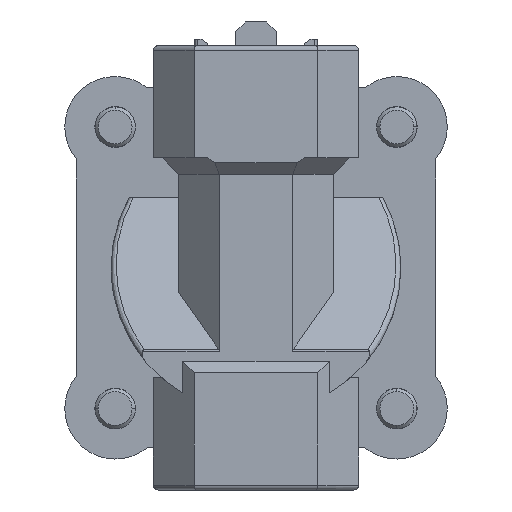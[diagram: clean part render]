
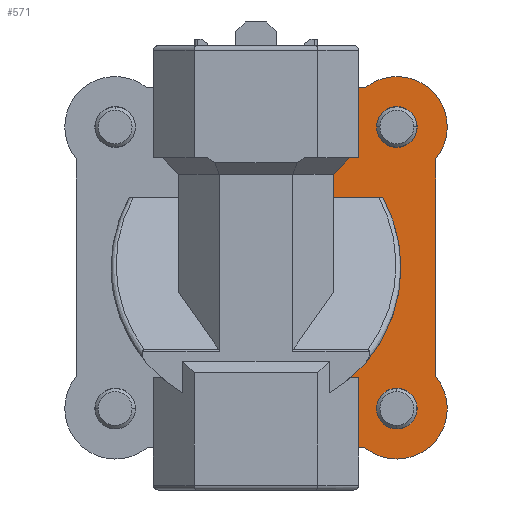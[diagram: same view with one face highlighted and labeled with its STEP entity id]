
A CAD part, front view. The second image highlights one B-rep face of the part: STEP entity #571.
In plain terms, the highlighted planar face has unit normal (0, -1, 0).
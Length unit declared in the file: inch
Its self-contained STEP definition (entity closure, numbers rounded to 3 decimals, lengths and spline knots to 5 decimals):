
#98 = CARTESIAN_POINT ( 'NONE',  ( 0.66879, 0.4975, 1.105 ) ) ;
#220 = LINE ( 'NONE', #4187, #7918 ) ;
#242 = VERTEX_POINT ( 'NONE', #5768 ) ;
#272 = ORIENTED_EDGE ( 'NONE', *, *, #9101, .T. ) ;
#407 = CARTESIAN_POINT ( 'NONE',  ( 0.865, 0.4975, -0.865 ) ) ;
#553 = EDGE_CURVE ( 'NONE', #10767, #6724, #1184, .T. ) ;
#571 = ADVANCED_FACE ( 'NONE', ( #2239, #12277, #6253 ), #10286, .F. ) ;
#684 = AXIS2_PLACEMENT_3D ( 'NONE', #9291, #1307, #5329 ) ;
#732 = ORIENTED_EDGE ( 'NONE', *, *, #8549, .T. ) ;
#761 = DIRECTION ( 'NONE',  ( 0., 0., 1. ) ) ;
#831 = DIRECTION ( 'NONE',  ( 1., 0., 0. ) ) ;
#986 = LINE ( 'NONE', #8977, #7482 ) ;
#1055 = DIRECTION ( 'NONE',  ( -1., 0., 0. ) ) ;
#1076 = EDGE_CURVE ( 'NONE', #1124, #3633, #10938, .T. ) ;
#1079 = CARTESIAN_POINT ( 'NONE',  ( 1.105, 0.4975, 0.66879 ) ) ;
#1112 = EDGE_CURVE ( 'NONE', #2207, #9123, #4798, .T. ) ;
#1117 = AXIS2_PLACEMENT_3D ( 'NONE', #5109, #1157, #4183 ) ;
#1124 = VERTEX_POINT ( 'NONE', #12931 ) ;
#1157 = DIRECTION ( 'NONE',  ( 0., -1., 0. ) ) ;
#1184 = LINE ( 'NONE', #5199, #9542 ) ;
#1301 = CARTESIAN_POINT ( 'NONE',  ( 0.63, 0.4975, 1.105 ) ) ;
#1307 = DIRECTION ( 'NONE',  ( 0., 1., 0. ) ) ;
#1323 = EDGE_CURVE ( 'NONE', #8156, #3633, #10077, .T. ) ;
#1442 = CARTESIAN_POINT ( 'NONE',  ( 0.74, 0.4975, -0.865 ) ) ;
#1578 = VERTEX_POINT ( 'NONE', #3344 ) ;
#1622 = ORIENTED_EDGE ( 'NONE', *, *, #5564, .T. ) ;
#1765 = VERTEX_POINT ( 'NONE', #1442 ) ;
#1801 = ORIENTED_EDGE ( 'NONE', *, *, #553, .F. ) ;
#1889 = CARTESIAN_POINT ( 'NONE',  ( 0.99, 0.4975, 0.865 ) ) ;
#1957 = DIRECTION ( 'NONE',  ( -1., 0., 0. ) ) ;
#1958 = CARTESIAN_POINT ( 'NONE',  ( 0.865, 0.4975, 0.865 ) ) ;
#2022 = EDGE_CURVE ( 'NONE', #9860, #8520, #11796, .T. ) ;
#2108 = DIRECTION ( 'NONE',  ( 0., -1., 0. ) ) ;
#2122 = VECTOR ( 'NONE', #5839, 39.37008 ) ;
#2132 = CARTESIAN_POINT ( 'NONE',  ( 0.66879, 0.4975, -1.105 ) ) ;
#2186 = VERTEX_POINT ( 'NONE', #12309 ) ;
#2207 = VERTEX_POINT ( 'NONE', #12430 ) ;
#2239 = FACE_BOUND ( 'NONE', #13044, .T. ) ;
#2460 = CARTESIAN_POINT ( 'NONE',  ( 0.865, 0.4975, -0.865 ) ) ;
#2737 = CARTESIAN_POINT ( 'NONE',  ( 0.475, 0.4975, 0.675 ) ) ;
#2804 = VECTOR ( 'NONE', #831, 39.37008 ) ;
#3240 = VERTEX_POINT ( 'NONE', #98 ) ;
#3344 = CARTESIAN_POINT ( 'NONE',  ( 0.77923, 0.4975, 0.43 ) ) ;
#3367 = DIRECTION ( 'NONE',  ( 0., 1., 0. ) ) ;
#3633 = VERTEX_POINT ( 'NONE', #6950 ) ;
#3793 = LINE ( 'NONE', #10874, #2122 ) ;
#3870 = DIRECTION ( 'NONE',  ( -1., 0., 0. ) ) ;
#3876 = ORIENTED_EDGE ( 'NONE', *, *, #2022, .F. ) ;
#4112 = AXIS2_PLACEMENT_3D ( 'NONE', #7429, #9551, #11465 ) ;
#4183 = DIRECTION ( 'NONE',  ( 1., 0., 0. ) ) ;
#4187 = CARTESIAN_POINT ( 'NONE',  ( 0., 0.4975, 0.43 ) ) ;
#4483 = EDGE_CURVE ( 'NONE', #9123, #1578, #11440, .T. ) ;
#4547 = ORIENTED_EDGE ( 'NONE', *, *, #11906, .T. ) ;
#4657 = ORIENTED_EDGE ( 'NONE', *, *, #1323, .T. ) ;
#4798 = LINE ( 'NONE', #8820, #12298 ) ;
#4959 = ORIENTED_EDGE ( 'NONE', *, *, #6588, .F. ) ;
#5099 = AXIS2_PLACEMENT_3D ( 'NONE', #1958, #5975, #3870 ) ;
#5109 = CARTESIAN_POINT ( 'NONE',  ( 0., 0.4975, 0. ) ) ;
#5186 = AXIS2_PLACEMENT_3D ( 'NONE', #2460, #3367, #7395 ) ;
#5199 = CARTESIAN_POINT ( 'NONE',  ( 1.105, 0.4975, 1.105 ) ) ;
#5329 = DIRECTION ( 'NONE',  ( -1., 0., 0. ) ) ;
#5356 = AXIS2_PLACEMENT_3D ( 'NONE', #8251, #9181, #9366 ) ;
#5366 = EDGE_CURVE ( 'NONE', #2186, #12707, #7200, .T. ) ;
#5564 = EDGE_CURVE ( 'NONE', #9639, #6724, #12070, .T. ) ;
#5768 = CARTESIAN_POINT ( 'NONE',  ( 0.63, 0.4975, -1.105 ) ) ;
#5798 = DIRECTION ( 'NONE',  ( 1., 0., 0. ) ) ;
#5839 = DIRECTION ( 'NONE',  ( -1., 0., 0. ) ) ;
#5975 = DIRECTION ( 'NONE',  ( 0., 1., 0. ) ) ;
#6095 = CARTESIAN_POINT ( 'NONE',  ( 0.63, 0.4975, 1.365 ) ) ;
#6253 = FACE_OUTER_BOUND ( 'NONE', #13037, .T. ) ;
#6314 = CARTESIAN_POINT ( 'NONE',  ( 0.475, 0.4975, 0.575 ) ) ;
#6367 = VECTOR ( 'NONE', #9081, 39.37008 ) ;
#6402 = CARTESIAN_POINT ( 'NONE',  ( 0.63, 0.4975, 1.365 ) ) ;
#6471 = CARTESIAN_POINT ( 'NONE',  ( 0.475, 0.4975, 0.43 ) ) ;
#6588 = EDGE_CURVE ( 'NONE', #9639, #242, #3793, .T. ) ;
#6629 = CIRCLE ( 'NONE', #5356, 0.125 ) ;
#6724 = VERTEX_POINT ( 'NONE', #7337 ) ;
#6794 = EDGE_CURVE ( 'NONE', #10767, #3240, #9256, .T. ) ;
#6950 = CARTESIAN_POINT ( 'NONE',  ( 0.63, 0.4975, 0.675 ) ) ;
#7200 = CIRCLE ( 'NONE', #5099, 0.125 ) ;
#7337 = CARTESIAN_POINT ( 'NONE',  ( 1.105, 0.4975, -0.66879 ) ) ;
#7395 = DIRECTION ( 'NONE',  ( -1., 0., 0. ) ) ;
#7429 = CARTESIAN_POINT ( 'NONE',  ( 0.865, 0.4975, 0.865 ) ) ;
#7467 = CARTESIAN_POINT ( 'NONE',  ( 0.475, 0.4975, 0.575 ) ) ;
#7474 = ORIENTED_EDGE ( 'NONE', *, *, #4483, .F. ) ;
#7482 = VECTOR ( 'NONE', #5798, 39.37008 ) ;
#7552 = ORIENTED_EDGE ( 'NONE', *, *, #11953, .T. ) ;
#7586 = VERTEX_POINT ( 'NONE', #9855 ) ;
#7687 = DIRECTION ( 'NONE',  ( -1., 0., 0. ) ) ;
#7721 = CIRCLE ( 'NONE', #5186, 0.125 ) ;
#7734 = ORIENTED_EDGE ( 'NONE', *, *, #9268, .T. ) ;
#7835 = AXIS2_PLACEMENT_3D ( 'NONE', #407, #12511, #7687 ) ;
#7840 = ORIENTED_EDGE ( 'NONE', *, *, #1112, .F. ) ;
#7852 = ORIENTED_EDGE ( 'NONE', *, *, #6794, .T. ) ;
#7918 = VECTOR ( 'NONE', #12063, 39.37008 ) ;
#7963 = CARTESIAN_POINT ( 'NONE',  ( 0.63, 0.4975, 0.675 ) ) ;
#8124 = CIRCLE ( 'NONE', #4112, 0.125 ) ;
#8156 = VERTEX_POINT ( 'NONE', #1301 ) ;
#8251 = CARTESIAN_POINT ( 'NONE',  ( 0.865, 0.4975, -0.865 ) ) ;
#8394 = LINE ( 'NONE', #7467, #11951 ) ;
#8520 = VERTEX_POINT ( 'NONE', #6314 ) ;
#8549 = EDGE_CURVE ( 'NONE', #7586, #1765, #6629, .T. ) ;
#8820 = CARTESIAN_POINT ( 'NONE',  ( 0.63, 0.4975, -0.675 ) ) ;
#8862 = ORIENTED_EDGE ( 'NONE', *, *, #5366, .T. ) ;
#8872 = EDGE_CURVE ( 'NONE', #8156, #3240, #986, .T. ) ;
#8977 = CARTESIAN_POINT ( 'NONE',  ( 1.105, 0.4975, 1.105 ) ) ;
#8984 = CARTESIAN_POINT ( 'NONE',  ( 0.865, 0.4975, 0.865 ) ) ;
#9081 = DIRECTION ( 'NONE',  ( 0., 0., -1. ) ) ;
#9101 = EDGE_CURVE ( 'NONE', #12707, #2186, #8124, .T. ) ;
#9123 = VERTEX_POINT ( 'NONE', #9620 ) ;
#9181 = DIRECTION ( 'NONE',  ( 0., 1., 0. ) ) ;
#9256 = CIRCLE ( 'NONE', #9679, 0.31 ) ;
#9268 = EDGE_CURVE ( 'NONE', #9860, #1578, #220, .T. ) ;
#9291 = CARTESIAN_POINT ( 'NONE',  ( 0., 0.4975, 0. ) ) ;
#9366 = DIRECTION ( 'NONE',  ( -1., 0., 0. ) ) ;
#9385 = DIRECTION ( 'NONE',  ( 0., 0., -1. ) ) ;
#9542 = VECTOR ( 'NONE', #10349, 39.37008 ) ;
#9551 = DIRECTION ( 'NONE',  ( 0., 1., 0. ) ) ;
#9620 = CARTESIAN_POINT ( 'NONE',  ( 0.58006, 0.4975, -0.675 ) ) ;
#9639 = VERTEX_POINT ( 'NONE', #2132 ) ;
#9653 = DIRECTION ( 'NONE',  ( -0.707, 0., -0.707 ) ) ;
#9679 = AXIS2_PLACEMENT_3D ( 'NONE', #8984, #2108, #1055 ) ;
#9855 = CARTESIAN_POINT ( 'NONE',  ( 0.99, 0.4975, -0.865 ) ) ;
#9860 = VERTEX_POINT ( 'NONE', #6471 ) ;
#10077 = LINE ( 'NONE', #6095, #6367 ) ;
#10286 = PLANE ( 'NONE',  #684 ) ;
#10349 = DIRECTION ( 'NONE',  ( 0., 0., -1. ) ) ;
#10767 = VERTEX_POINT ( 'NONE', #1079 ) ;
#10821 = ORIENTED_EDGE ( 'NONE', *, *, #11908, .T. ) ;
#10874 = CARTESIAN_POINT ( 'NONE',  ( 1.105, 0.4975, -1.105 ) ) ;
#10938 = LINE ( 'NONE', #7963, #2804 ) ;
#11042 = ORIENTED_EDGE ( 'NONE', *, *, #1076, .F. ) ;
#11440 = CIRCLE ( 'NONE', #1117, 0.89 ) ;
#11465 = DIRECTION ( 'NONE',  ( -1., 0., 0. ) ) ;
#11573 = ORIENTED_EDGE ( 'NONE', *, *, #8872, .F. ) ;
#11796 = LINE ( 'NONE', #2737, #11898 ) ;
#11898 = VECTOR ( 'NONE', #761, 39.37008 ) ;
#11906 = EDGE_CURVE ( 'NONE', #1124, #8520, #8394, .T. ) ;
#11908 = EDGE_CURVE ( 'NONE', #1765, #7586, #7721, .T. ) ;
#11910 = EDGE_LOOP ( 'NONE', ( #8862, #272 ) ) ;
#11951 = VECTOR ( 'NONE', #9653, 39.37008 ) ;
#11953 = EDGE_CURVE ( 'NONE', #2207, #242, #12567, .T. ) ;
#12063 = DIRECTION ( 'NONE',  ( 1., 0., 0. ) ) ;
#12070 = CIRCLE ( 'NONE', #7835, 0.31 ) ;
#12277 = FACE_BOUND ( 'NONE', #11910, .T. ) ;
#12298 = VECTOR ( 'NONE', #1957, 39.37008 ) ;
#12309 = CARTESIAN_POINT ( 'NONE',  ( 0.74, 0.4975, 0.865 ) ) ;
#12430 = CARTESIAN_POINT ( 'NONE',  ( 0.63, 0.4975, -0.675 ) ) ;
#12511 = DIRECTION ( 'NONE',  ( 0., -1., 0. ) ) ;
#12567 = LINE ( 'NONE', #6402, #13020 ) ;
#12707 = VERTEX_POINT ( 'NONE', #1889 ) ;
#12931 = CARTESIAN_POINT ( 'NONE',  ( 0.575, 0.4975, 0.675 ) ) ;
#13020 = VECTOR ( 'NONE', #9385, 39.37008 ) ;
#13037 = EDGE_LOOP ( 'NONE', ( #7852, #11573, #4657, #11042, #4547, #3876, #7734, #7474, #7840, #7552, #4959, #1622, #1801 ) ) ;
#13044 = EDGE_LOOP ( 'NONE', ( #10821, #732 ) ) ;
